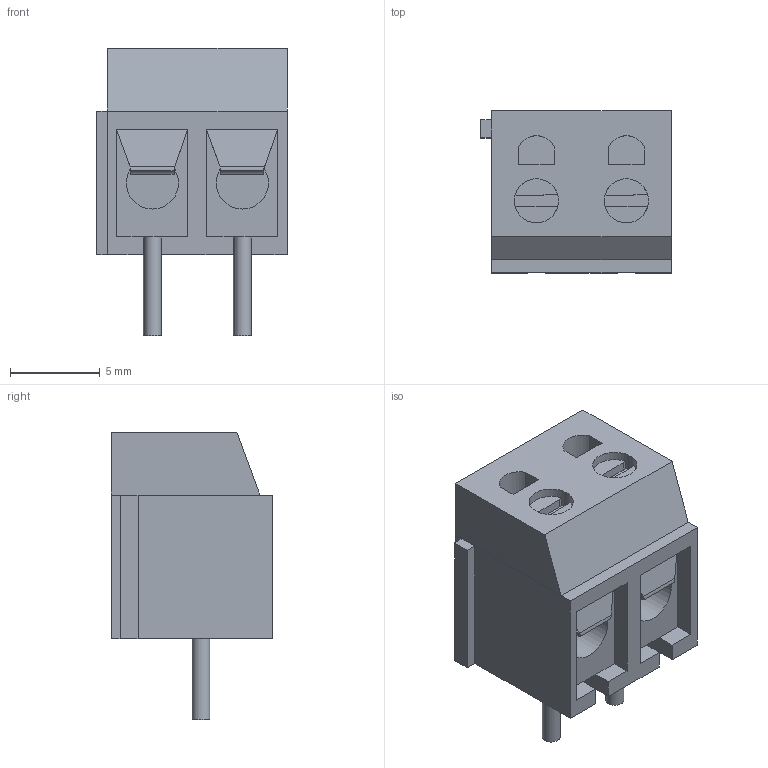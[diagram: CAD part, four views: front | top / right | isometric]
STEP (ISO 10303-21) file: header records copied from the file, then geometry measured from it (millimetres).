
FILE_DESCRIPTION(('STEP AP242'), '1');
FILE_NAME('櫻蠉錪', '', ('UNSPECIFIED'), ('UNSPECIFIED'), 'C3D Converter', 'C3D Toolkit', '');
FILE_SCHEMA(('AP242_MANAGED_MODEL_BASED_3D_ENGINEERING_MIM_LF { 1 0 10303 442 1 1 4 }'));
Length unit declared in the file: millimetre
Bounding box: 10.6 x 9 x 16 mm (x, y, z)
Volume: 892.5 mm3; surface area: 1358.1 mm2
Topology: 4 solids, 6 shells, 118 faces, 331 edges, 225 vertices
Faces by surface type: plane 102, cylinder 16
Full cylindrical faces by diameter (mm): 1 x2, 2.459 x4, 2.9 x2
Entity records: 4655 total; most frequent: CARTESIAN_POINT 663, ORIENTED_EDGE 588, DIRECTION 584, EDGE_CURVE 304, LINE 258, VECTOR 258, VERTEX_POINT 204, AXIS2_PLACEMENT_3D 163
